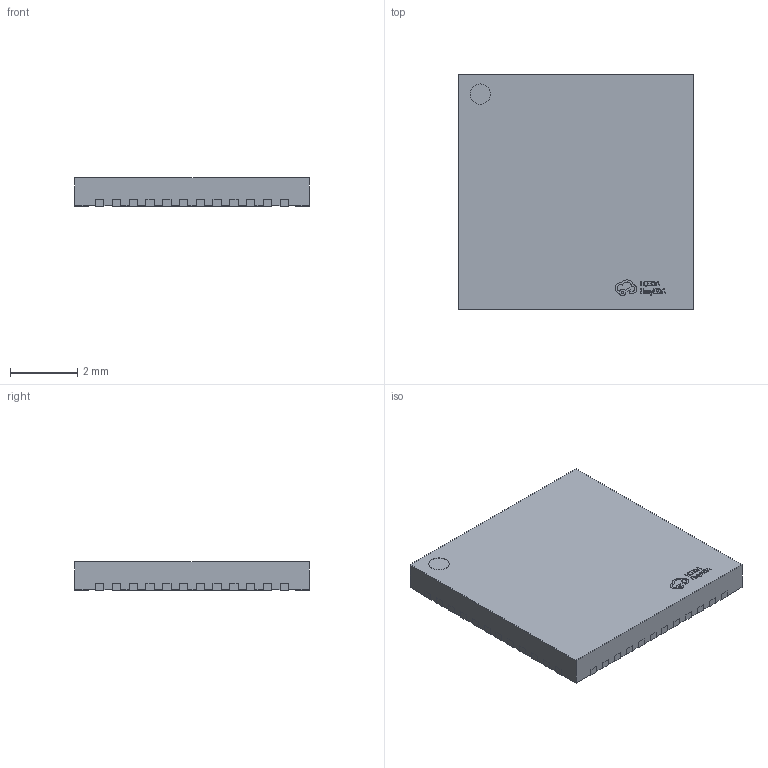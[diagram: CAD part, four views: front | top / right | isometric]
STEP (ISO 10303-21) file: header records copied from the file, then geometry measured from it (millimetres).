
FILE_DESCRIPTION (( 'STEP AP214' ), '1' );
FILE_NAME ('QFN-48_L7.0-W7.0-P0.50-TL-EP5.4-1.step', '2022-07-15T03:33:02', ( '' ), ( '' ), 'SwSTEP 2.0', 'SolidWorks 2020', '' );
FILE_SCHEMA (( 'AUTOMOTIVE_DESIGN' ));
Length unit declared in the file: millimetre
Products named in the file (1): QFN-48_L7.0-W7.0-P0.50-TL-EP5.4-1
Bounding box: 7 x 7 x 0.85 mm (x, y, z)
Volume: 41.2 mm3; surface area: 199.8 mm2
Topology: 63 solids, 63 shells, 984 faces, 2547 edges, 1698 vertices
Faces by surface type: plane 678, cylinder 194, bspline 112
Entity records: 39277 total; most frequent: CARTESIAN_POINT 7334, ORIENTED_EDGE 5094, DIRECTION 4453, EDGE_CURVE 2547, LINE 1931, VECTOR 1931, VERTEX_POINT 1698, AXIS2_PLACEMENT_3D 1261
